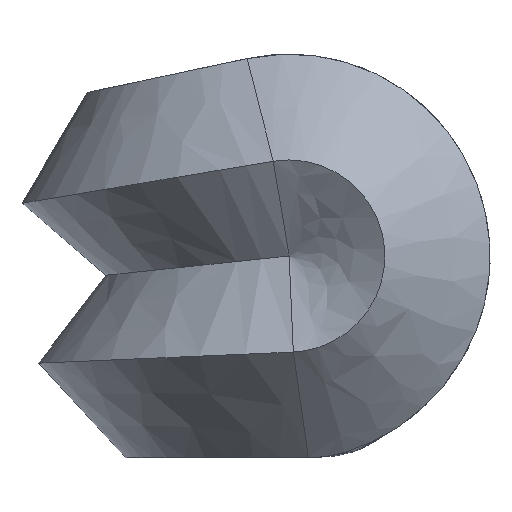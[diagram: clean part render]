
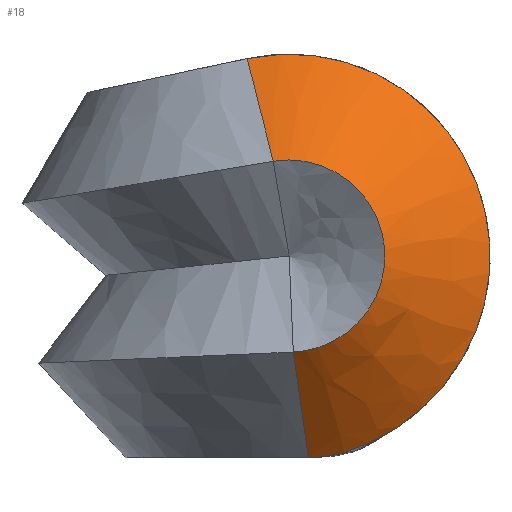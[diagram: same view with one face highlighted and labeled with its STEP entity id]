
A CAD part, left-side view. The second image highlights one B-rep face of the part: STEP entity #18.
In plain terms, the highlighted free-form (B-spline) face has degree [3, 4] with [4, 7] control points.
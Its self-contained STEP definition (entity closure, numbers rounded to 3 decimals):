
#18=ADVANCED_FACE('',(#38),#252,.T.);
#38=FACE_OUTER_BOUND('',#58,.T.);
#58=EDGE_LOOP('',(#91,#92,#93,#94));
#91=ORIENTED_EDGE('',*,*,#157,.F.);
#92=ORIENTED_EDGE('',*,*,#165,.T.);
#93=ORIENTED_EDGE('',*,*,#164,.F.);
#94=ORIENTED_EDGE('',*,*,#150,.F.);
#150=EDGE_CURVE('',#226,#227,#192,.T.);
#157=EDGE_CURVE('',#233,#226,#199,.T.);
#164=EDGE_CURVE('',#227,#236,#205,.T.);
#165=EDGE_CURVE('',#233,#236,#189,.T.);
#189=B_SPLINE_CURVE_WITH_KNOTS('',3,(#939,#940,#941,#942,#943,#944,#945,
#946,#947,#948,#949,#950,#951,#952,#953,#954,#955,#956,#957,#958,#959,#960,
#961,#962,#963,#964,#965,#966,#967,#968,#969,#970,#971,#972,#973,#974,#975,
#976,#977,#978,#979,#980,#981),.UNSPECIFIED.,.F.,.F.,(4,3,3,3,3,3,3,3,3,
3,3,3,3,3,4),(0.,52.293,102.632,149.177,196.351,
241.147,285.399,329.371,374.25,418.57,
463.474,509.179,555.893,603.914,653.793),
 .UNSPECIFIED.);
#192=(
BOUNDED_CURVE()
B_SPLINE_CURVE(4,(#864,#865,#866,#867,#868,#869,#870),.UNSPECIFIED.,.F.,
 .F.)
B_SPLINE_CURVE_WITH_KNOTS((5,1,1,5),(0.,513.204,1026.408,
1539.612),.UNSPECIFIED.)
CURVE()
GEOMETRIC_REPRESENTATION_ITEM()
RATIONAL_B_SPLINE_CURVE((1.,1.,1.,1.,1.,1.,1.))
REPRESENTATION_ITEM('')
);
#199=(
BOUNDED_CURVE()
B_SPLINE_CURVE(3,(#905,#906,#907,#908),.UNSPECIFIED.,.F.,.F.)
B_SPLINE_CURVE_WITH_KNOTS((4,4),(-1.,0.),.UNSPECIFIED.)
CURVE()
GEOMETRIC_REPRESENTATION_ITEM()
RATIONAL_B_SPLINE_CURVE((1.,1.,1.,1.))
REPRESENTATION_ITEM('')
);
#205=(
BOUNDED_CURVE()
B_SPLINE_CURVE(1,(#937,#938),.UNSPECIFIED.,.F.,.F.)
B_SPLINE_CURVE_WITH_KNOTS((2,2),(0.,304.065),.UNSPECIFIED.)
CURVE()
GEOMETRIC_REPRESENTATION_ITEM()
RATIONAL_B_SPLINE_CURVE((1.,1.))
REPRESENTATION_ITEM('')
);
#226=VERTEX_POINT('',#844);
#227=VERTEX_POINT('',#845);
#233=VERTEX_POINT('',#851);
#236=VERTEX_POINT('',#854);
#252=B_SPLINE_SURFACE_WITH_KNOTS('',3,4,((#467,#468,#469,#470,#471,#472,
#473),(#474,#475,#476,#477,#478,#479,#480),(#481,#482,#483,#484,#485,#486,
#487),(#488,#489,#490,#491,#492,#493,#494)),.UNSPECIFIED.,.F.,.F.,.F.,(4,
4),(5,1,1,5),(0.,328.81),(0.,513.211,1026.416,
1539.627),.UNSPECIFIED.);
#467=CARTESIAN_POINT('',(-371.044,87.328,830.822));
#468=CARTESIAN_POINT('',(-382.911,-40.34,857.961));
#469=CARTESIAN_POINT('',(-404.352,-290.587,802.799));
#470=CARTESIAN_POINT('',(-420.58,-519.839,481.151));
#471=CARTESIAN_POINT('',(-404.075,-370.255,111.37));
#472=CARTESIAN_POINT('',(-377.904,-135.186,-0.002));
#473=CARTESIAN_POINT('',(-371.044,-39.997,-0.001));
#474=CARTESIAN_POINT('',(-440.16,69.223,759.633));
#475=CARTESIAN_POINT('',(-449.891,-35.498,781.008));
#476=CARTESIAN_POINT('',(-467.364,-240.944,734.268));
#477=CARTESIAN_POINT('',(-480.584,-428.864,469.492));
#478=CARTESIAN_POINT('',(-467.325,-305.417,166.352));
#479=CARTESIAN_POINT('',(-446.902,-112.95,75.023));
#480=CARTESIAN_POINT('',(-440.16,-29.572,73.396));
#481=CARTESIAN_POINT('',(-509.277,51.117,688.445));
#482=CARTESIAN_POINT('',(-516.871,-30.657,704.055));
#483=CARTESIAN_POINT('',(-530.376,-191.302,665.738));
#484=CARTESIAN_POINT('',(-540.588,-337.889,457.833));
#485=CARTESIAN_POINT('',(-530.575,-240.578,221.333));
#486=CARTESIAN_POINT('',(-515.651,-90.681,149.154));
#487=CARTESIAN_POINT('',(-509.277,-19.147,146.793));
#488=CARTESIAN_POINT('',(-578.393,33.012,617.257));
#489=CARTESIAN_POINT('',(-583.851,-25.815,627.103));
#490=CARTESIAN_POINT('',(-593.388,-141.66,597.207));
#491=CARTESIAN_POINT('',(-600.592,-246.914,446.173));
#492=CARTESIAN_POINT('',(-593.825,-175.74,276.315));
#493=CARTESIAN_POINT('',(-584.113,-68.521,222.799));
#494=CARTESIAN_POINT('',(-578.393,-8.722,220.19));
#844=CARTESIAN_POINT('',(-371.045,87.323,830.822));
#845=CARTESIAN_POINT('',(-371.045,-40.,0.));
#851=CARTESIAN_POINT('',(-578.394,33.01,617.257));
#854=CARTESIAN_POINT('',(-578.394,-8.724,220.19));
#864=CARTESIAN_POINT('',(-371.045,87.323,830.822));
#865=CARTESIAN_POINT('',(-382.912,-40.343,857.959));
#866=CARTESIAN_POINT('',(-404.352,-290.588,802.796));
#867=CARTESIAN_POINT('',(-420.58,-519.837,481.151));
#868=CARTESIAN_POINT('',(-404.076,-370.253,111.373));
#869=CARTESIAN_POINT('',(-377.905,-135.189,0.));
#870=CARTESIAN_POINT('',(-371.045,-40.,0.));
#905=CARTESIAN_POINT('',(-578.394,33.01,617.257));
#906=CARTESIAN_POINT('',(-509.277,51.114,688.445));
#907=CARTESIAN_POINT('',(-440.161,69.218,759.634));
#908=CARTESIAN_POINT('',(-371.045,87.323,830.822));
#937=CARTESIAN_POINT('',(-371.045,-40.,0.));
#938=CARTESIAN_POINT('',(-578.394,-8.724,220.19));
#939=CARTESIAN_POINT('',(-578.394,33.01,617.257));
#940=CARTESIAN_POINT('',(-580.016,15.518,620.185));
#941=CARTESIAN_POINT('',(-581.57,-1.878,620.645));
#942=CARTESIAN_POINT('',(-583.035,-18.744,618.958));
#943=CARTESIAN_POINT('',(-584.5,-35.61,617.27));
#944=CARTESIAN_POINT('',(-585.875,-51.946,613.434));
#945=CARTESIAN_POINT('',(-587.144,-67.381,607.776));
#946=CARTESIAN_POINT('',(-588.35,-82.045,602.4));
#947=CARTESIAN_POINT('',(-589.459,-95.896,595.378));
#948=CARTESIAN_POINT('',(-590.46,-108.67,586.996));
#949=CARTESIAN_POINT('',(-591.497,-121.891,578.32));
#950=CARTESIAN_POINT('',(-592.417,-133.957,568.186));
#951=CARTESIAN_POINT('',(-593.21,-144.632,556.917));
#952=CARTESIAN_POINT('',(-593.976,-154.946,546.03));
#953=CARTESIAN_POINT('',(-594.623,-163.962,534.082));
#954=CARTESIAN_POINT('',(-595.145,-171.52,521.371));
#955=CARTESIAN_POINT('',(-595.667,-179.079,508.66));
#956=CARTESIAN_POINT('',(-596.063,-185.18,495.186));
#957=CARTESIAN_POINT('',(-596.329,-189.715,481.25));
#958=CARTESIAN_POINT('',(-596.595,-194.25,467.314));
#959=CARTESIAN_POINT('',(-596.73,-197.22,452.917));
#960=CARTESIAN_POINT('',(-596.733,-198.568,438.366));
#961=CARTESIAN_POINT('',(-596.735,-199.943,423.524));
#962=CARTESIAN_POINT('',(-596.6,-199.63,408.521));
#963=CARTESIAN_POINT('',(-596.327,-197.626,393.691));
#964=CARTESIAN_POINT('',(-596.059,-195.661,379.153));
#965=CARTESIAN_POINT('',(-595.659,-192.069,364.781));
#966=CARTESIAN_POINT('',(-595.13,-186.901,350.894));
#967=CARTESIAN_POINT('',(-594.6,-181.732,337.007));
#968=CARTESIAN_POINT('',(-593.941,-174.985,323.606));
#969=CARTESIAN_POINT('',(-593.158,-166.761,311.015));
#970=CARTESIAN_POINT('',(-592.375,-158.537,298.424));
#971=CARTESIAN_POINT('',(-591.467,-148.835,286.643));
#972=CARTESIAN_POINT('',(-590.444,-137.808,276.003));
#973=CARTESIAN_POINT('',(-589.42,-126.78,265.364));
#974=CARTESIAN_POINT('',(-588.28,-114.427,255.865));
#975=CARTESIAN_POINT('',(-587.035,-100.951,247.844));
#976=CARTESIAN_POINT('',(-585.789,-87.476,239.823));
#977=CARTESIAN_POINT('',(-584.437,-72.878,233.28));
#978=CARTESIAN_POINT('',(-582.992,-57.413,228.556));
#979=CARTESIAN_POINT('',(-581.547,-41.948,223.832));
#980=CARTESIAN_POINT('',(-580.009,-25.616,220.927));
#981=CARTESIAN_POINT('',(-578.394,-8.724,220.19));
